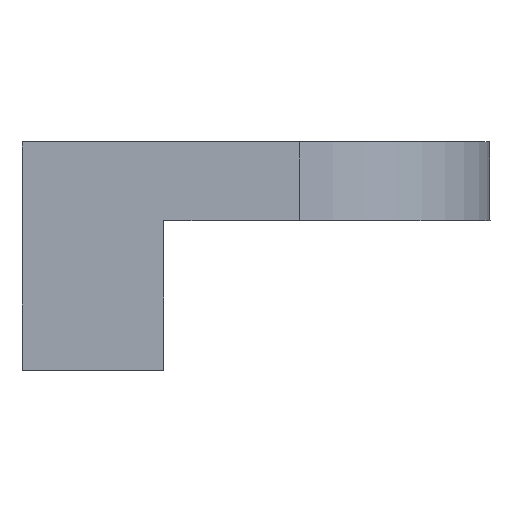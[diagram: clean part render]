
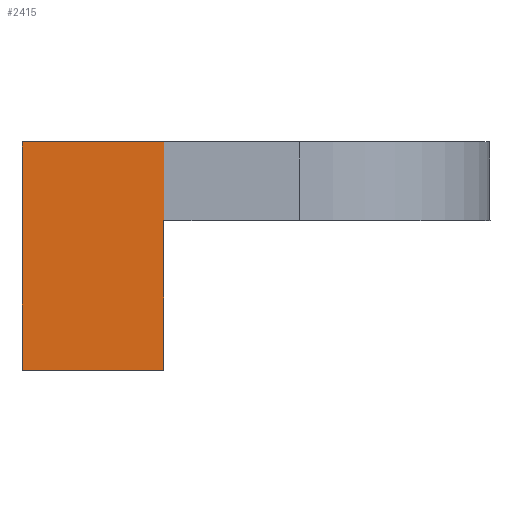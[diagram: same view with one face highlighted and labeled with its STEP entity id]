
A CAD part, front view. The second image highlights one B-rep face of the part: STEP entity #2415.
In plain terms, the highlighted planar face has unit normal (0, -1, 0).
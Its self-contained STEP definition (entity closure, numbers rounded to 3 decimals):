
#75=FACE_OUTER_BOUND('',#204,.T.);
#204=EDGE_LOOP('',(#1846,#1847,#1848,#1849,#1850,#1851,#1852));
#322=LINE('',#3305,#657);
#323=LINE('',#3308,#658);
#425=LINE('',#3511,#760);
#538=LINE('',#3762,#873);
#542=LINE('',#3777,#877);
#547=LINE('',#3787,#882);
#548=LINE('',#3788,#883);
#657=VECTOR('',#2684,10.);
#658=VECTOR('',#2687,10.);
#760=VECTOR('',#2791,10.);
#873=VECTOR('',#2944,10.);
#877=VECTOR('',#2960,10.);
#882=VECTOR('',#2969,10.);
#883=VECTOR('',#2970,10.);
#990=VERTEX_POINT('',#3299);
#992=VERTEX_POINT('',#3303);
#993=VERTEX_POINT('',#3307);
#1093=VERTEX_POINT('',#3509);
#1211=VERTEX_POINT('',#3760);
#1216=VERTEX_POINT('',#3776);
#1219=VERTEX_POINT('',#3786);
#1228=EDGE_CURVE('',#992,#990,#322,.T.);
#1229=EDGE_CURVE('',#990,#993,#323,.T.);
#1331=EDGE_CURVE('',#1093,#992,#425,.T.);
#1456=EDGE_CURVE('',#1211,#1093,#538,.T.);
#1464=EDGE_CURVE('',#993,#1216,#542,.T.);
#1469=EDGE_CURVE('',#1219,#1211,#547,.T.);
#1470=EDGE_CURVE('',#1216,#1219,#548,.T.);
#1846=ORIENTED_EDGE('',*,*,#1456,.F.);
#1847=ORIENTED_EDGE('',*,*,#1469,.F.);
#1848=ORIENTED_EDGE('',*,*,#1470,.F.);
#1849=ORIENTED_EDGE('',*,*,#1464,.F.);
#1850=ORIENTED_EDGE('',*,*,#1229,.F.);
#1851=ORIENTED_EDGE('',*,*,#1228,.F.);
#1852=ORIENTED_EDGE('',*,*,#1331,.F.);
#2298=PLANE('',#2566);
#2415=ADVANCED_FACE('',(#75),#2298,.F.);
#2566=AXIS2_PLACEMENT_3D('',#3785,#2967,#2968);
#2684=DIRECTION('',(0.,0.,-1.));
#2687=DIRECTION('',(-1.,0.,0.));
#2791=DIRECTION('',(0.,0.,-1.));
#2944=DIRECTION('',(1.,0.,0.));
#2960=DIRECTION('',(0.,0.,1.));
#2967=DIRECTION('center_axis',(0.,1.,0.));
#2968=DIRECTION('ref_axis',(0.,0.,1.));
#2969=DIRECTION('',(0.,0.,1.));
#2970=DIRECTION('',(1.,0.,0.));
#3299=CARTESIAN_POINT('',(26.541,-16.092,96.868));
#3303=CARTESIAN_POINT('',(26.541,-16.092,104.718));
#3305=CARTESIAN_POINT('',(26.541,-16.092,102.868));
#3307=CARTESIAN_POINT('',(19.089,-16.092,96.868));
#3308=CARTESIAN_POINT('',(21.655,-16.092,96.868));
#3509=CARTESIAN_POINT('',(26.541,-16.092,108.868));
#3511=CARTESIAN_POINT('',(26.541,-16.092,102.868));
#3760=CARTESIAN_POINT('',(19.09,-16.092,108.868));
#3762=CARTESIAN_POINT('',(27.099,-16.092,108.868));
#3776=CARTESIAN_POINT('',(19.089,-16.092,107.988));
#3777=CARTESIAN_POINT('',(19.089,-16.092,105.868));
#3785=CARTESIAN_POINT('Origin',(22.815,-16.092,102.868));
#3786=CARTESIAN_POINT('',(19.09,-16.092,107.988));
#3787=CARTESIAN_POINT('',(19.09,-16.092,108.868));
#3788=CARTESIAN_POINT('',(20.952,-16.092,107.988));
